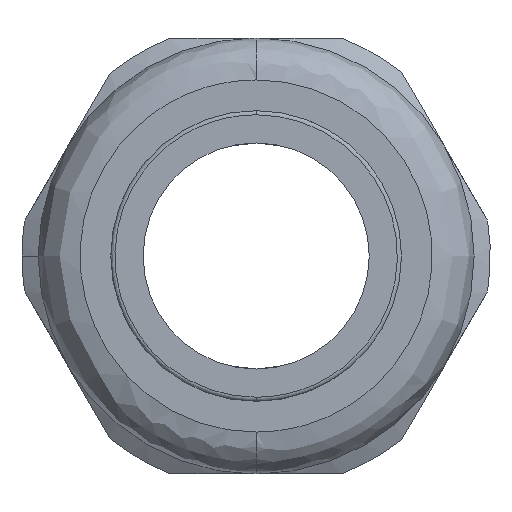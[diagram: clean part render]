
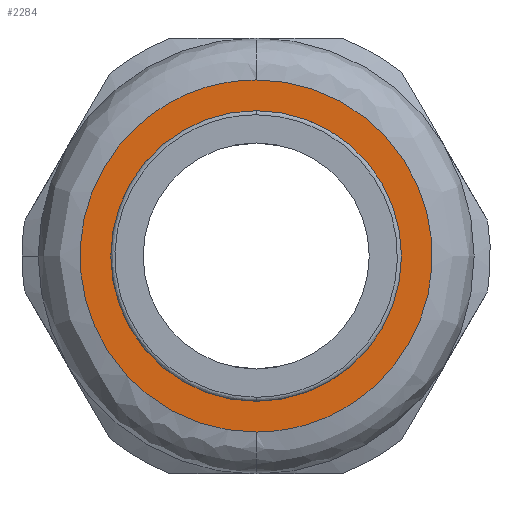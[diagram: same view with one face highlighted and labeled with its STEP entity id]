
A CAD part, left-side view. The second image highlights one B-rep face of the part: STEP entity #2284.
In plain terms, the highlighted planar face has unit normal (-1, 0, 0).
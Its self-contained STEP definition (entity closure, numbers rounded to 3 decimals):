
#11 = DIRECTION ( 'NONE',  ( 0., 0., 1. ) ) ;
#38 = CARTESIAN_POINT ( 'NONE',  ( -32., -21.808, 10.904 ) ) ;
#186 = DIRECTION ( 'NONE',  ( 1., 0., 0. ) ) ;
#190 = CARTESIAN_POINT ( 'NONE',  ( -32., 0., -10.904 ) ) ;
#226 = CARTESIAN_POINT ( 'NONE',  ( -32., 11., 0. ) ) ;
#496 = ORIENTED_EDGE ( 'NONE', *, *, #3617, .F. ) ;
#529 = CARTESIAN_POINT ( 'NONE',  ( -32., 0., 10.904 ) ) ;
#561 = DIRECTION ( 'NONE',  ( 0., 0., -1. ) ) ;
#622 = ORIENTED_EDGE ( 'NONE', *, *, #782, .T. ) ;
#645 = DIRECTION ( 'NONE',  ( 0., 0., 1. ) ) ;
#719 = EDGE_CURVE ( 'NONE', #2798, #2938, #2440, .T. ) ;
#720 = AXIS2_PLACEMENT_3D ( 'NONE', #1367, #2298, #11 ) ;
#755 =( BOUNDED_CURVE ( )  B_SPLINE_CURVE ( 3, ( #3212, #1507, #2502, #529 ),
 .UNSPECIFIED., .F., .T. ) 
 B_SPLINE_CURVE_WITH_KNOTS ( ( 4, 4 ),
 ( 0., 1. ),
 .UNSPECIFIED. ) 
 CURVE ( )  GEOMETRIC_REPRESENTATION_ITEM ( )  RATIONAL_B_SPLINE_CURVE ( ( 1., 0.333, 0.333, 1. ) ) 
 REPRESENTATION_ITEM ( '' )  );
#782 = EDGE_CURVE ( 'NONE', #2938, #2798, #4211, .T. ) ;
#995 = CARTESIAN_POINT ( 'NONE',  ( -32., -21.808, -10.904 ) ) ;
#1127 = EDGE_LOOP ( 'NONE', ( #3960, #496 ) ) ;
#1166 = AXIS2_PLACEMENT_3D ( 'NONE', #226, #186, #561 ) ;
#1194 = PLANE ( 'NONE',  #1166 ) ;
#1211 = FACE_OUTER_BOUND ( 'NONE', #1127, .T. ) ;
#1362 = EDGE_LOOP ( 'NONE', ( #4272, #622 ) ) ;
#1367 = CARTESIAN_POINT ( 'NONE',  ( -32., 0., 0. ) ) ;
#1389 = AXIS2_PLACEMENT_3D ( 'NONE', #1628, #3959, #645 ) ;
#1507 = CARTESIAN_POINT ( 'NONE',  ( -32., 21.808, -10.904 ) ) ;
#1628 = CARTESIAN_POINT ( 'NONE',  ( -32., 0., 0. ) ) ;
#2119 =( BOUNDED_CURVE ( )  B_SPLINE_CURVE ( 3, ( #4017, #38, #995, #3354 ),
 .UNSPECIFIED., .F., .F. ) 
 B_SPLINE_CURVE_WITH_KNOTS ( ( 4, 4 ),
 ( 0., 1. ),
 .UNSPECIFIED. ) 
 CURVE ( )  GEOMETRIC_REPRESENTATION_ITEM ( )  RATIONAL_B_SPLINE_CURVE ( ( 1., 0.333, 0.333, 1. ) ) 
 REPRESENTATION_ITEM ( '' )  );
#2279 = EDGE_CURVE ( 'NONE', #3797, #2723, #755, .T. ) ;
#2284 = ADVANCED_FACE ( 'NONE', ( #3004, #1211 ), #1194, .F. ) ;
#2298 = DIRECTION ( 'NONE',  ( 1., 0., 0. ) ) ;
#2440 = CIRCLE ( 'NONE', #1389, 9. ) ;
#2502 = CARTESIAN_POINT ( 'NONE',  ( -32., 21.808, 10.904 ) ) ;
#2723 = VERTEX_POINT ( 'NONE', #3124 ) ;
#2798 = VERTEX_POINT ( 'NONE', #2821 ) ;
#2821 = CARTESIAN_POINT ( 'NONE',  ( -32., 0., 9. ) ) ;
#2938 = VERTEX_POINT ( 'NONE', #3562 ) ;
#3004 = FACE_BOUND ( 'NONE', #1362, .T. ) ;
#3124 = CARTESIAN_POINT ( 'NONE',  ( -32., 0., 10.904 ) ) ;
#3212 = CARTESIAN_POINT ( 'NONE',  ( -32., 0., -10.904 ) ) ;
#3354 = CARTESIAN_POINT ( 'NONE',  ( -32., 0., -10.904 ) ) ;
#3562 = CARTESIAN_POINT ( 'NONE',  ( -32., 0., -9. ) ) ;
#3617 = EDGE_CURVE ( 'NONE', #2723, #3797, #2119, .T. ) ;
#3797 = VERTEX_POINT ( 'NONE', #190 ) ;
#3959 = DIRECTION ( 'NONE',  ( 1., 0., 0. ) ) ;
#3960 = ORIENTED_EDGE ( 'NONE', *, *, #2279, .F. ) ;
#4017 = CARTESIAN_POINT ( 'NONE',  ( -32., 0., 10.904 ) ) ;
#4211 = CIRCLE ( 'NONE', #720, 9. ) ;
#4272 = ORIENTED_EDGE ( 'NONE', *, *, #719, .T. ) ;
